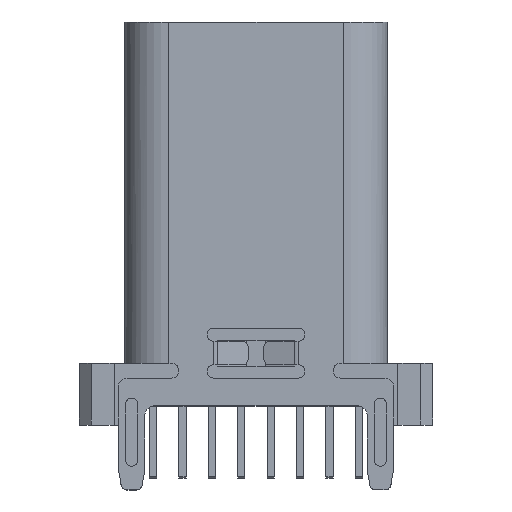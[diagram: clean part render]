
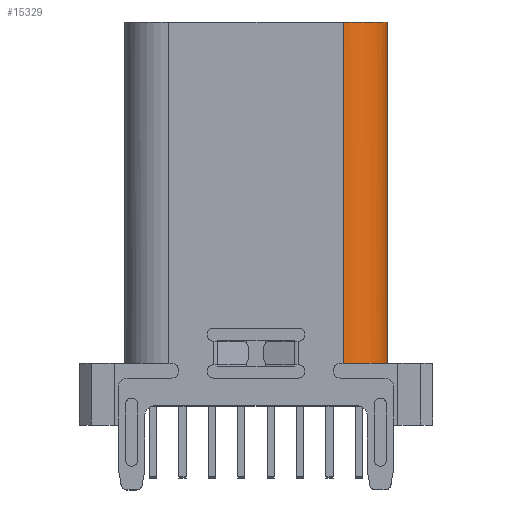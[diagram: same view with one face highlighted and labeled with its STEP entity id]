
A CAD part, top view. The second image highlights one B-rep face of the part: STEP entity #15329.
In plain terms, the highlighted cylindrical face has radius 1.5 mm (diameter 3 mm), a partial arc.
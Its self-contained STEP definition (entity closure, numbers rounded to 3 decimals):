
#1859=CARTESIAN_POINT('',(4.779,16.948,2.004));
#1860=DIRECTION('',(0.,1.,0.));
#1861=DIRECTION('',(0.,0.,1.));
#1862=AXIS2_PLACEMENT_3D('',#1859,#1860,#1861);
#4378=CARTESIAN_POINT('',(4.779,5.348,2.004));
#4379=DIRECTION('',(0.,-1.,0.));
#4380=DIRECTION('',(1.,0.,0.));
#4381=AXIS2_PLACEMENT_3D('',#4378,#4379,#4380);
#4457=DIRECTION('',(0.,-1.,0.));
#4458=VECTOR('',#4457,11.6);
#4459=CARTESIAN_POINT('',(4.779,16.948,3.504));
#4460=LINE('',#4459,#4458);
#4464=DIRECTION('',(0.,1.,0.));
#4465=VECTOR('',#4464,11.6);
#4466=CARTESIAN_POINT('',(6.279,5.348,2.004));
#4467=LINE('',#4466,#4465);
#4471=CARTESIAN_POINT('',(4.779,5.348,2.004));
#4472=DIRECTION('',(0.,-1.,0.));
#4473=DIRECTION('',(0.626,0.,0.78));
#4474=AXIS2_PLACEMENT_3D('',#4471,#4472,#4473);
#11126=CARTESIAN_POINT('',(6.279,5.348,2.004));
#11127=CARTESIAN_POINT('',(6.279,16.948,2.004));
#11128=VERTEX_POINT('',#11126);
#11129=VERTEX_POINT('',#11127);
#11220=CARTESIAN_POINT('',(5.718,5.348,3.174));
#11221=CARTESIAN_POINT('',(4.779,5.348,3.504));
#11222=VERTEX_POINT('',#11220);
#11223=VERTEX_POINT('',#11221);
#11224=CARTESIAN_POINT('',(4.779,16.948,3.504));
#11225=VERTEX_POINT('',#11224);
#15315=CARTESIAN_POINT('',(4.779,20.348,2.004));
#15316=DIRECTION('',(0.,-1.,0.));
#15317=DIRECTION('',(0.,0.,-1.));
#15318=AXIS2_PLACEMENT_3D('',#15315,#15316,#15317);
#15319=CYLINDRICAL_SURFACE('',#15318,1.5);
#15321=ORIENTED_EDGE('',*,*,#15320,.T.);
#15322=ORIENTED_EDGE('',*,*,#12241,.F.);
#15323=ORIENTED_EDGE('',*,*,#13415,.T.);
#15325=ORIENTED_EDGE('',*,*,#15324,.F.);
#15326=ORIENTED_EDGE('',*,*,#15292,.T.);
#15327=EDGE_LOOP('',(#15321,#15322,#15323,#15325,#15326));
#15328=FACE_OUTER_BOUND('',#15327,.F.);
#1863=CIRCLE('',#1862,1.5);
#4382=CIRCLE('',#4381,1.5);
#4475=CIRCLE('',#4474,1.5);
#12241=EDGE_CURVE('',#11225,#11223,#4460,.T.);
#13415=EDGE_CURVE('',#11225,#11129,#1863,.T.);
#15292=EDGE_CURVE('',#11128,#11222,#4382,.T.);
#15320=EDGE_CURVE('',#11222,#11223,#4475,.T.);
#15324=EDGE_CURVE('',#11128,#11129,#4467,.T.);
#15329=ADVANCED_FACE('',(#15328),#15319,.T.);
